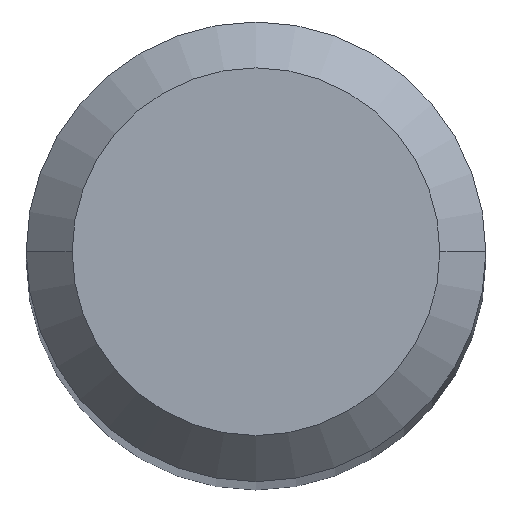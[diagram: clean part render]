
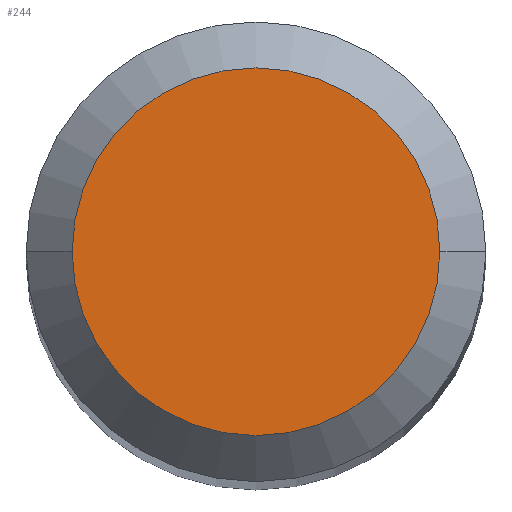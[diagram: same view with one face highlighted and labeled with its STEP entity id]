
A CAD part, top view. The second image highlights one B-rep face of the part: STEP entity #244.
In plain terms, the highlighted planar face has unit normal (0, 0, 1).
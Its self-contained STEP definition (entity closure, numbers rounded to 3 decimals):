
#4 = CIRCLE ( 'NONE', #412, 1.2 ) ;
#20 = VERTEX_POINT ( 'NONE', #671 ) ;
#103 = DIRECTION ( 'NONE',  ( -1., 0., 0. ) ) ;
#107 = EDGE_CURVE ( 'NONE', #20, #286, #4, .T. ) ;
#111 = DIRECTION ( 'NONE',  ( 0., 0., -1. ) ) ;
#137 = DIRECTION ( 'NONE',  ( -1., 0., 0. ) ) ;
#169 = PLANE ( 'NONE',  #608 ) ;
#202 = AXIS2_PLACEMENT_3D ( 'NONE', #269, #111, #562 ) ;
#244 = ADVANCED_FACE ( 'NONE', ( #368 ), #169, .F. ) ;
#263 = ORIENTED_EDGE ( 'NONE', *, *, #265, .F. ) ;
#265 = EDGE_CURVE ( 'NONE', #286, #20, #599, .T. ) ;
#269 = CARTESIAN_POINT ( 'NONE',  ( 0., 0., 38. ) ) ;
#276 = DIRECTION ( 'NONE',  ( 0., 0., -1. ) ) ;
#286 = VERTEX_POINT ( 'NONE', #566 ) ;
#312 = DIRECTION ( 'NONE',  ( 0., 0., -1. ) ) ;
#368 = FACE_OUTER_BOUND ( 'NONE', #442, .T. ) ;
#412 = AXIS2_PLACEMENT_3D ( 'NONE', #426, #312, #137 ) ;
#426 = CARTESIAN_POINT ( 'NONE',  ( 0., 0., 38. ) ) ;
#442 = EDGE_LOOP ( 'NONE', ( #455, #263 ) ) ;
#448 = CARTESIAN_POINT ( 'NONE',  ( 0., 0., 38. ) ) ;
#455 = ORIENTED_EDGE ( 'NONE', *, *, #107, .F. ) ;
#562 = DIRECTION ( 'NONE',  ( -1., 0., 0. ) ) ;
#566 = CARTESIAN_POINT ( 'NONE',  ( 1.2, 0., 38. ) ) ;
#599 = CIRCLE ( 'NONE', #202, 1.2 ) ;
#608 = AXIS2_PLACEMENT_3D ( 'NONE', #448, #276, #103 ) ;
#671 = CARTESIAN_POINT ( 'NONE',  ( -1.2, 0., 38. ) ) ;
